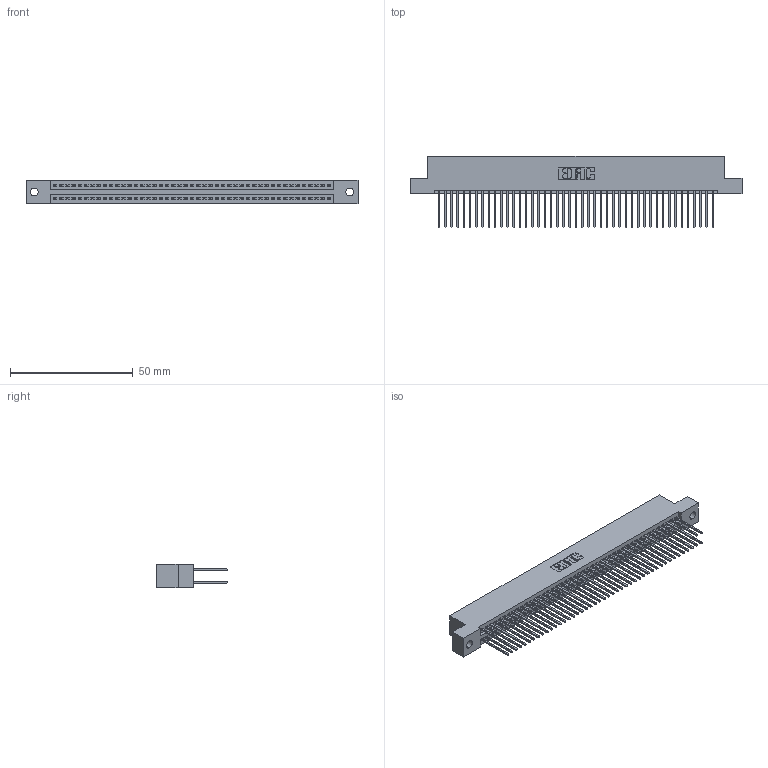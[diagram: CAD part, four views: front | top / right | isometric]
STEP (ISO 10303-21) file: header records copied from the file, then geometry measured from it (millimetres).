
FILE_DESCRIPTION (( 'STEP AP203' ), '1' );
FILE_NAME ('345-090-540-202.STEP', '2019-11-01T15:37:34', ( '' ), ( '' ), 'SwSTEP 2.0', 'SolidWorks 2016', '' );
FILE_SCHEMA (( 'CONFIG_CONTROL_DESIGN' ));
Length unit declared in the file: inch
Products named in the file (3): 345 Part_Flush Mounting Lugs - 0.128 Dia; 345-090-540-202; 345-292-001_345-293-140
Assembly tree (91 placements, depth 2):
  345-090-540-202
    345 Part_Flush Mounting Lugs - 0.128 Dia
    345-292-001_345-293-140  x90
Bounding box: 135.51 x 29.13 x 9.4 mm (x, y, z)
Volume: 13495.8 mm3; surface area: 21317.4 mm2
Topology: 91 solids, 91 shells, 4626 faces, 13751 edges, 9046 vertices
Faces by surface type: plane 3050, cylinder 1576
Entity records: 34925 total; most frequent: CARTESIAN_POINT 5852, ORIENTED_EDGE 5786, DIRECTION 5157, EDGE_CURVE 2893, LINE 2581, VECTOR 2581, VERTEX_POINT 1926, AXIS2_PLACEMENT_3D 1288
